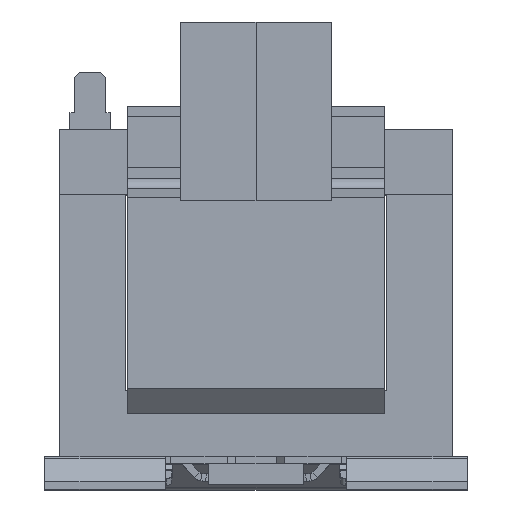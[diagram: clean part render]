
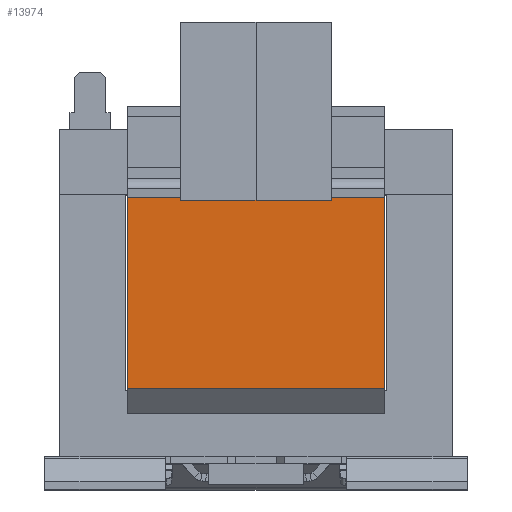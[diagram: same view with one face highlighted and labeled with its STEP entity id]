
A CAD part, top view. The second image highlights one B-rep face of the part: STEP entity #13974.
In plain terms, the highlighted planar face has unit normal (0, 0, 1).
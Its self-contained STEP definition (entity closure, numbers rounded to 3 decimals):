
#177 = DIRECTION ( 'NONE',  ( 0., -1., 0. ) ) ;
#222 = CARTESIAN_POINT ( 'NONE',  ( 25.55, 19., 29.25 ) ) ;
#793 = EDGE_CURVE ( 'NONE', #6801, #8264, #12960, .T. ) ;
#857 = LINE ( 'NONE', #13859, #5131 ) ;
#1308 = EDGE_LOOP ( 'NONE', ( #3569, #10681, #10725, #14671 ) ) ;
#1564 = DIRECTION ( 'NONE',  ( -1., 0., 0. ) ) ;
#2098 = EDGE_CURVE ( 'NONE', #14586, #11642, #857, .T. ) ;
#3557 = EDGE_CURVE ( 'NONE', #11642, #8264, #9516, .T. ) ;
#3569 = ORIENTED_EDGE ( 'NONE', *, *, #793, .T. ) ;
#4543 = CARTESIAN_POINT ( 'NONE',  ( 25.55, -19., 29.25 ) ) ;
#4704 = CARTESIAN_POINT ( 'NONE',  ( -25.55, 19., 29.25 ) ) ;
#4705 = PLANE ( 'NONE',  #10833 ) ;
#4773 = CARTESIAN_POINT ( 'NONE',  ( 25.55, -19., 29.25 ) ) ;
#5131 = VECTOR ( 'NONE', #177, 1000. ) ;
#5337 = VECTOR ( 'NONE', #6028, 1000. ) ;
#5969 = FACE_OUTER_BOUND ( 'NONE', #1308, .T. ) ;
#6028 = DIRECTION ( 'NONE',  ( -1., 0., 0. ) ) ;
#6162 = VECTOR ( 'NONE', #9378, 1000. ) ;
#6214 = LINE ( 'NONE', #10465, #5337 ) ;
#6801 = VERTEX_POINT ( 'NONE', #4704 ) ;
#7082 = DIRECTION ( 'NONE',  ( 0., -1., 0. ) ) ;
#8264 = VERTEX_POINT ( 'NONE', #13177 ) ;
#9182 = CARTESIAN_POINT ( 'NONE',  ( -25.55, 19., 29.25 ) ) ;
#9294 = DIRECTION ( 'NONE',  ( 0., 0., -1. ) ) ;
#9378 = DIRECTION ( 'NONE',  ( -1., 0., 0. ) ) ;
#9516 = LINE ( 'NONE', #4543, #6162 ) ;
#9572 = EDGE_CURVE ( 'NONE', #14586, #6801, #6214, .T. ) ;
#9932 = VECTOR ( 'NONE', #7082, 1000. ) ;
#10465 = CARTESIAN_POINT ( 'NONE',  ( 25.55, 19., 29.25 ) ) ;
#10681 = ORIENTED_EDGE ( 'NONE', *, *, #3557, .F. ) ;
#10725 = ORIENTED_EDGE ( 'NONE', *, *, #2098, .F. ) ;
#10833 = AXIS2_PLACEMENT_3D ( 'NONE', #222, #9294, #1564 ) ;
#11642 = VERTEX_POINT ( 'NONE', #4773 ) ;
#12101 = CARTESIAN_POINT ( 'NONE',  ( 25.55, 19., 29.25 ) ) ;
#12960 = LINE ( 'NONE', #9182, #9932 ) ;
#13177 = CARTESIAN_POINT ( 'NONE',  ( -25.55, -19., 29.25 ) ) ;
#13859 = CARTESIAN_POINT ( 'NONE',  ( 25.55, 19., 29.25 ) ) ;
#13974 = ADVANCED_FACE ( 'NONE', ( #5969 ), #4705, .F. ) ;
#14586 = VERTEX_POINT ( 'NONE', #12101 ) ;
#14671 = ORIENTED_EDGE ( 'NONE', *, *, #9572, .T. ) ;
